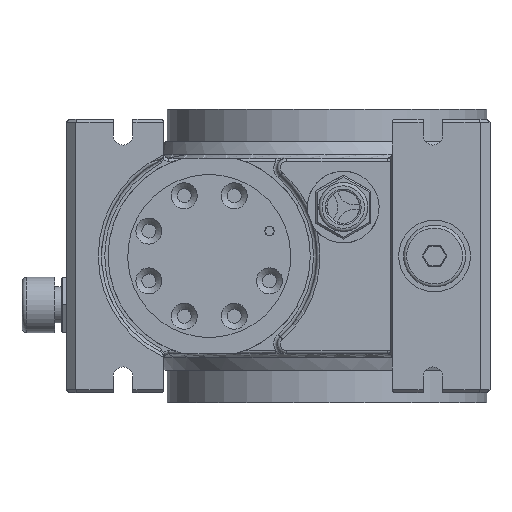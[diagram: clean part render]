
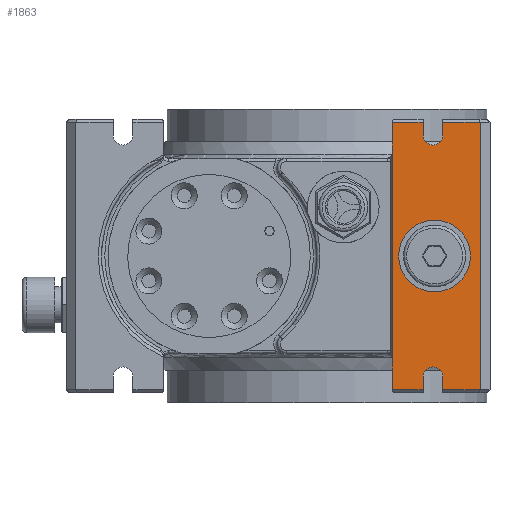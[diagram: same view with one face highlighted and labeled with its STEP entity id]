
A CAD part, left-side view. The second image highlights one B-rep face of the part: STEP entity #1863.
In plain terms, the highlighted planar face has unit normal (-1, 0, 0).
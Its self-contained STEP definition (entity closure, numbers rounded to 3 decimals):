
#1863 = ADVANCED_FACE( '', ( #4596, #4597 ), #4598, .T. );
#4596 = FACE_OUTER_BOUND( '', #10511, .T. );
#4597 = FACE_BOUND( '', #10512, .T. );
#4598 = PLANE( '', #10513 );
#10511 = EDGE_LOOP( '', ( #19038, #19039, #19040, #19041, #19042, #19043, #19044, #19045, #19046, #19047, #19048, #19049, #19050, #19051 ) );
#10512 = EDGE_LOOP( '', ( #19052 ) );
#10513 = AXIS2_PLACEMENT_3D( '', #19053, #19054, #19055 );
#19038 = ORIENTED_EDGE( '', *, *, #26680, .F. );
#19039 = ORIENTED_EDGE( '', *, *, #26681, .T. );
#19040 = ORIENTED_EDGE( '', *, *, #26682, .F. );
#19041 = ORIENTED_EDGE( '', *, *, #26683, .T. );
#19042 = ORIENTED_EDGE( '', *, *, #26148, .F. );
#19043 = ORIENTED_EDGE( '', *, *, #26684, .F. );
#19044 = ORIENTED_EDGE( '', *, *, #26685, .T. );
#19045 = ORIENTED_EDGE( '', *, *, #26686, .F. );
#19046 = ORIENTED_EDGE( '', *, *, #26586, .F. );
#19047 = ORIENTED_EDGE( '', *, *, #26687, .T. );
#19048 = ORIENTED_EDGE( '', *, *, #26688, .F. );
#19049 = ORIENTED_EDGE( '', *, *, #26689, .F. );
#19050 = ORIENTED_EDGE( '', *, *, #26690, .F. );
#19051 = ORIENTED_EDGE( '', *, *, #26691, .F. );
#19052 = ORIENTED_EDGE( '', *, *, #26692, .F. );
#19053 = CARTESIAN_POINT( '', ( -356.184, 251.767, 60. ) );
#19054 = DIRECTION( '', ( -1., 0., 0. ) );
#19055 = DIRECTION( '', ( 0., 0., 1. ) );
#26148 = EDGE_CURVE( '', #30305, #30307, #30308, .T. );
#26586 = EDGE_CURVE( '', #30991, #30993, #30994, .T. );
#26680 = EDGE_CURVE( '', #29245, #31128, #31129, .T. );
#26681 = EDGE_CURVE( '', #29245, #31130, #31131, .T. );
#26682 = EDGE_CURVE( '', #31132, #31130, #31133, .T. );
#26683 = EDGE_CURVE( '', #31132, #30307, #31134, .T. );
#26684 = EDGE_CURVE( '', #31135, #30305, #31136, .T. );
#26685 = EDGE_CURVE( '', #31135, #31137, #31138, .T. );
#26686 = EDGE_CURVE( '', #30993, #31137, #31139, .T. );
#26687 = EDGE_CURVE( '', #30991, #28565, #31140, .T. );
#26688 = EDGE_CURVE( '', #31141, #28565, #31142, .T. );
#26689 = EDGE_CURVE( '', #31143, #31141, #31144, .T. );
#26690 = EDGE_CURVE( '', #31145, #31143, #31146, .T. );
#26691 = EDGE_CURVE( '', #31128, #31145, #31147, .T. );
#26692 = EDGE_CURVE( '', #31148, #31148, #31149, .T. );
#28565 = VERTEX_POINT( '', #33682 );
#29245 = VERTEX_POINT( '', #36293 );
#30305 = VERTEX_POINT( '', #39724 );
#30307 = VERTEX_POINT( '', #39727 );
#30308 = LINE( '', #39728, #39729 );
#30991 = VERTEX_POINT( '', #43275 );
#30993 = VERTEX_POINT( '', #43278 );
#30994 = LINE( '', #43279, #43280 );
#31128 = VERTEX_POINT( '', #43770 );
#31129 = LINE( '', #43771, #43772 );
#31130 = VERTEX_POINT( '', #43773 );
#31131 = LINE( '', #43774, #43775 );
#31132 = VERTEX_POINT( '', #43776 );
#31133 = LINE( '', #43777, #43778 );
#31134 = LINE( '', #43779, #43780 );
#31135 = VERTEX_POINT( '', #43781 );
#31136 = LINE( '', #43782, #43783 );
#31137 = VERTEX_POINT( '', #43784 );
#31138 = CIRCLE( '', #43785, 3. );
#31139 = LINE( '', #43786, #43787 );
#31140 = LINE( '', #43788, #43789 );
#31141 = VERTEX_POINT( '', #43790 );
#31142 = LINE( '', #43791, #43792 );
#31143 = VERTEX_POINT( '', #43793 );
#31144 = LINE( '', #43794, #43795 );
#31145 = VERTEX_POINT( '', #43796 );
#31146 = CIRCLE( '', #43797, 3. );
#31147 = LINE( '', #43798, #43799 );
#31148 = VERTEX_POINT( '', #43800 );
#31149 = CIRCLE( '', #43801, 11. );
#33682 = CARTESIAN_POINT( '', ( -356.184, 224.767, 71. ) );
#36293 = CARTESIAN_POINT( '', ( -356.184, 251.767, 71. ) );
#39724 = CARTESIAN_POINT( '', ( -356.184, 242.267, -11. ) );
#39727 = CARTESIAN_POINT( '', ( -356.184, 251.767, -11. ) );
#39728 = CARTESIAN_POINT( '', ( -356.184, 0., -11. ) );
#39729 = VECTOR( '', #52005, 1000. );
#43275 = CARTESIAN_POINT( '', ( -356.184, 224.767, -11. ) );
#43278 = CARTESIAN_POINT( '', ( -356.184, 236.267, -11. ) );
#43279 = CARTESIAN_POINT( '', ( -356.184, 0., -11. ) );
#43280 = VECTOR( '', #52532, 1000. );
#43770 = CARTESIAN_POINT( '', ( -356.184, 242.267, 71. ) );
#43771 = CARTESIAN_POINT( '', ( -356.184, 0., 71. ) );
#43772 = VECTOR( '', #52648, 1000. );
#43773 = CARTESIAN_POINT( '', ( -356.184, 251.767, 61.5 ) );
#43774 = CARTESIAN_POINT( '', ( -356.184, 251.767, 60. ) );
#43775 = VECTOR( '', #52649, 1000. );
#43776 = CARTESIAN_POINT( '', ( -356.184, 251.767, -1.5 ) );
#43777 = CARTESIAN_POINT( '', ( -356.184, 251.767, 0. ) );
#43778 = VECTOR( '', #52650, 1000. );
#43779 = CARTESIAN_POINT( '', ( -356.184, 251.767, 0. ) );
#43780 = VECTOR( '', #52651, 1000. );
#43781 = CARTESIAN_POINT( '', ( -356.184, 242.267, -7. ) );
#43782 = CARTESIAN_POINT( '', ( -356.184, 242.267, 0. ) );
#43783 = VECTOR( '', #52652, 1000. );
#43784 = CARTESIAN_POINT( '', ( -356.184, 236.267, -7. ) );
#43785 = AXIS2_PLACEMENT_3D( '', #52653, #52654, #52655 );
#43786 = CARTESIAN_POINT( '', ( -356.184, 236.267, 0. ) );
#43787 = VECTOR( '', #52656, 1000. );
#43788 = CARTESIAN_POINT( '', ( -356.184, 224.767, 60. ) );
#43789 = VECTOR( '', #52657, 1000. );
#43790 = CARTESIAN_POINT( '', ( -356.184, 236.267, 71. ) );
#43791 = CARTESIAN_POINT( '', ( -356.184, 0., 71. ) );
#43792 = VECTOR( '', #52658, 1000. );
#43793 = CARTESIAN_POINT( '', ( -356.184, 236.267, 67. ) );
#43794 = CARTESIAN_POINT( '', ( -356.184, 236.267, 60. ) );
#43795 = VECTOR( '', #52659, 1000. );
#43796 = CARTESIAN_POINT( '', ( -356.184, 242.267, 67. ) );
#43797 = AXIS2_PLACEMENT_3D( '', #52660, #52661, #52662 );
#43798 = CARTESIAN_POINT( '', ( -356.184, 242.267, 60. ) );
#43799 = VECTOR( '', #52663, 1000. );
#43800 = CARTESIAN_POINT( '', ( -356.184, 227.767, 30. ) );
#43801 = AXIS2_PLACEMENT_3D( '', #52664, #52665, #52666 );
#52005 = DIRECTION( '', ( 0., 1., 0. ) );
#52532 = DIRECTION( '', ( 0., 1., 0. ) );
#52648 = DIRECTION( '', ( 0., -1., 0. ) );
#52649 = DIRECTION( '', ( 0., 0., -1. ) );
#52650 = DIRECTION( '', ( 0., 0., 1. ) );
#52651 = DIRECTION( '', ( 0., 0., -1. ) );
#52652 = DIRECTION( '', ( 0., 0., -1. ) );
#52653 = CARTESIAN_POINT( '', ( -356.184, 239.267, -7. ) );
#52654 = DIRECTION( '', ( 1., 0., 0. ) );
#52655 = DIRECTION( '', ( 0., 1., 0. ) );
#52656 = DIRECTION( '', ( 0., 0., 1. ) );
#52657 = DIRECTION( '', ( 0., 0., 1. ) );
#52658 = DIRECTION( '', ( 0., -1., 0. ) );
#52659 = DIRECTION( '', ( 0., 0., 1. ) );
#52660 = CARTESIAN_POINT( '', ( -356.184, 239.267, 67. ) );
#52661 = DIRECTION( '', ( -1., 0., 0. ) );
#52662 = DIRECTION( '', ( 0., 1., 0. ) );
#52663 = DIRECTION( '', ( 0., 0., -1. ) );
#52664 = CARTESIAN_POINT( '', ( -356.184, 238.767, 30. ) );
#52665 = DIRECTION( '', ( -1., 0., 0. ) );
#52666 = DIRECTION( '', ( 0., -1., 0. ) );
